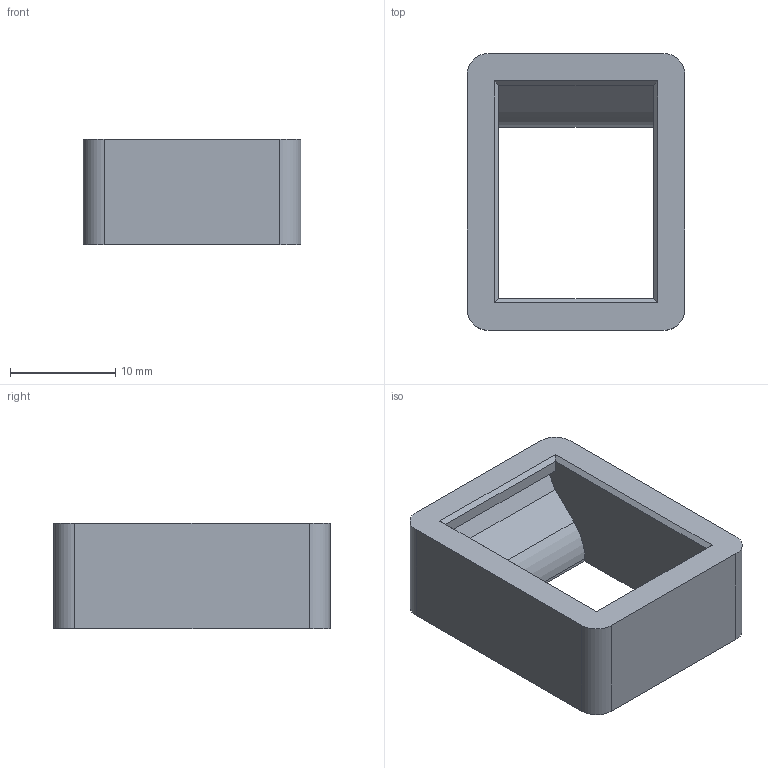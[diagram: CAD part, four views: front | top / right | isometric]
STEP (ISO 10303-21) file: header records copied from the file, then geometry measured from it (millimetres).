
FILE_DESCRIPTION(/* description */ (''),/* implementation_level */ '2;1');
FILE_NAME(/* name */ 'keystone_jack.step',/* time_stamp */ '2025-03-28T12:45:05-05:00',/* author */ (''),/* organization */ (''),/* preprocessor_version */ 'ST-DEVELOPER v20.1',/* originating_system */ 'Autodesk Translation Framework v14.4.0.0',/* authorisation */ '');
FILE_SCHEMA (('AUTOMOTIVE_DESIGN { 1 0 10303 214 3 1 1 }'));
Length unit declared in the file: millimetre
Products named in the file (1): (Unsaved)
Bounding box: 20.7 x 26.3 x 10 mm (x, y, z)
Volume: 2627.2 mm3; surface area: 2173.1 mm2
Topology: 1 solids, 1 shells, 26 faces, 68 edges, 44 vertices
Faces by surface type: plane 21, cylinder 5
Entity records: 834 total; most frequent: CARTESIAN_POINT 139, ORIENTED_EDGE 136, DIRECTION 132, EDGE_CURVE 68, LINE 58, VECTOR 58, VERTEX_POINT 44, AXIS2_PLACEMENT_3D 37
